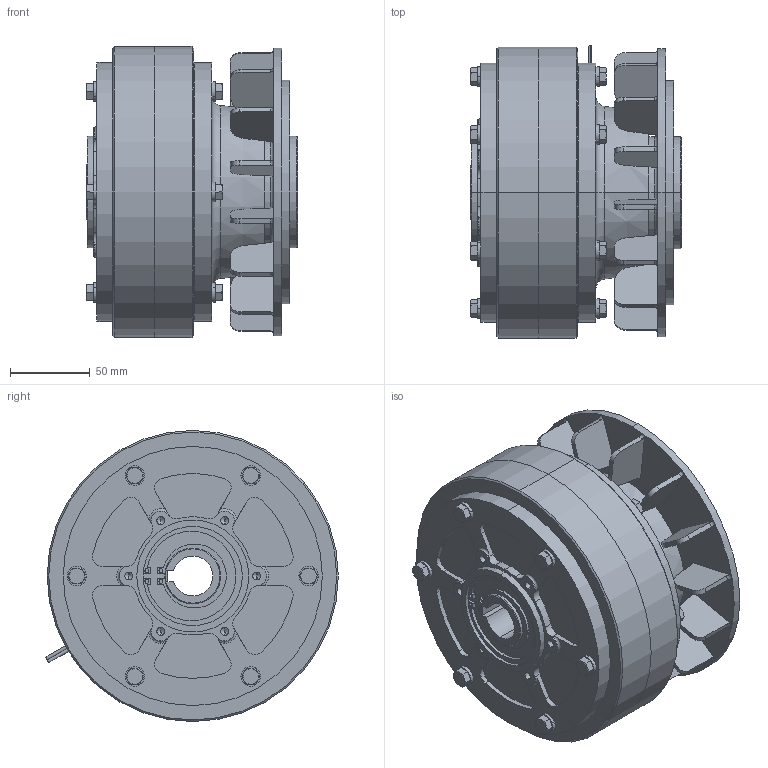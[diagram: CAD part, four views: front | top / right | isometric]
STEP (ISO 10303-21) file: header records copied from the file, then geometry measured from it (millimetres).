
FILE_DESCRIPTION (( 'STEP AP203' ), '1' );
FILE_NAME ('YPP616705.STEP', '2020-12-25T01:13:21', ( '' ), ( '' ), 'SwSTEP 2.0', 'SolidWorks 2016', '' );
FILE_SCHEMA (( 'CONFIG_CONTROL_DESIGN' ));
Length unit declared in the file: millimetre
Products named in the file (1): YPP616705
Bounding box: 132 x 182.94 x 182 mm (x, y, z)
Volume: 2261141.7 mm3; surface area: 219377.2 mm2
Topology: 27 solids, 27 shells, 619 faces, 1522 edges, 976 vertices
Faces by surface type: plane 268, cylinder 253, cone 72, torus 26
Entity records: 18749 total; most frequent: CARTESIAN_POINT 3882, DIRECTION 3202, ORIENTED_EDGE 2972, EDGE_CURVE 1486, AXIS2_PLACEMENT_3D 1220, VERTEX_POINT 976, LINE 762, VECTOR 762
